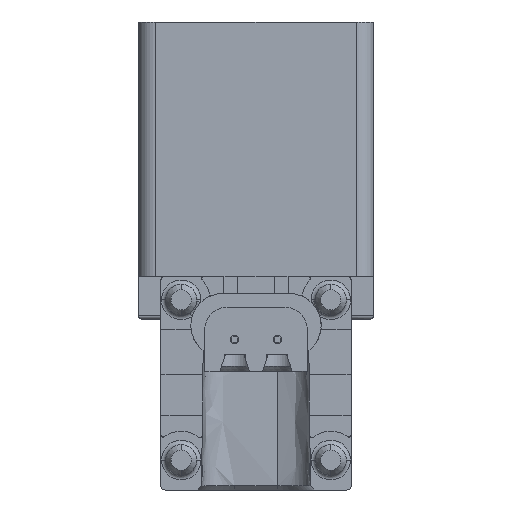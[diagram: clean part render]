
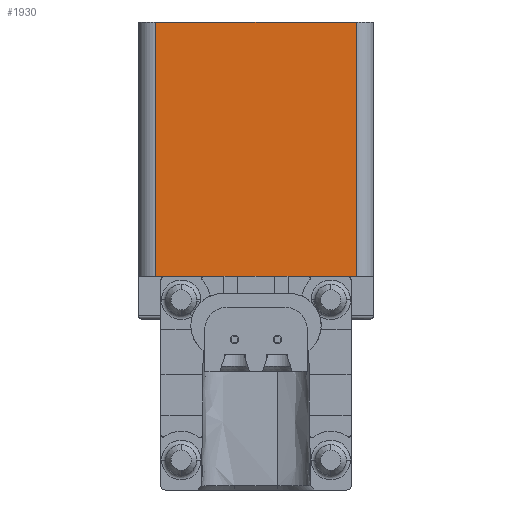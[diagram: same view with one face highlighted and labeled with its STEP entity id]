
A CAD part, front view. The second image highlights one B-rep face of the part: STEP entity #1930.
In plain terms, the highlighted planar face has unit normal (0, -1, 0).
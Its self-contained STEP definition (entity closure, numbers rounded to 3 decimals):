
#93 = LINE ( 'NONE', #3970, #2418 ) ;
#1387 = DIRECTION ( 'NONE',  ( -1., 0., 0. ) ) ;
#1611 = EDGE_CURVE ( 'NONE', #11394, #24442, #11698, .T. ) ;
#1930 = ADVANCED_FACE ( 'NONE', ( #24164 ), #6497, .F. ) ;
#2418 = VECTOR ( 'NONE', #5969, 1000. ) ;
#3958 = LINE ( 'NONE', #4203, #19810 ) ;
#3970 = CARTESIAN_POINT ( 'NONE',  ( -4.7, -4.65, 7.7 ) ) ;
#4034 = DIRECTION ( 'NONE',  ( 0., 1., 0. ) ) ;
#4203 = CARTESIAN_POINT ( 'NONE',  ( 4.25, -4.65, -4.2 ) ) ;
#4547 = EDGE_LOOP ( 'NONE', ( #17678, #10439, #8416, #9446, #6944, #18322, #11276, #10207, #19612, #8170 ) ) ;
#4632 = DIRECTION ( 'NONE',  ( 1., 0., 0. ) ) ;
#4729 = EDGE_CURVE ( 'NONE', #24341, #5454, #9267, .T. ) ;
#4898 = CARTESIAN_POINT ( 'NONE',  ( -1.5, -4.65, -4.2 ) ) ;
#5092 = CARTESIAN_POINT ( 'NONE',  ( 4.7, -4.65, 7.7 ) ) ;
#5454 = VERTEX_POINT ( 'NONE', #25337 ) ;
#5549 = EDGE_CURVE ( 'NONE', #19823, #22243, #17116, .T. ) ;
#5969 = DIRECTION ( 'NONE',  ( 0., 0., -1. ) ) ;
#6341 = DIRECTION ( 'NONE',  ( -1., 0., 0. ) ) ;
#6486 = LINE ( 'NONE', #10021, #24925 ) ;
#6497 = PLANE ( 'NONE',  #6535 ) ;
#6535 = AXIS2_PLACEMENT_3D ( 'NONE', #18641, #4034, #21496 ) ;
#6944 = ORIENTED_EDGE ( 'NONE', *, *, #1611, .F. ) ;
#7037 = DIRECTION ( 'NONE',  ( 0., 0., -1. ) ) ;
#7742 = EDGE_CURVE ( 'NONE', #25429, #11857, #3958, .T. ) ;
#7744 = LINE ( 'NONE', #8196, #14029 ) ;
#8170 = ORIENTED_EDGE ( 'NONE', *, *, #5549, .F. ) ;
#8196 = CARTESIAN_POINT ( 'NONE',  ( 4.25, -4.65, -4.2 ) ) ;
#8337 = DIRECTION ( 'NONE',  ( -1., 0., 0. ) ) ;
#8416 = ORIENTED_EDGE ( 'NONE', *, *, #15815, .F. ) ;
#8937 = EDGE_CURVE ( 'NONE', #5454, #11394, #7744, .T. ) ;
#9267 = LINE ( 'NONE', #13101, #26046 ) ;
#9355 = LINE ( 'NONE', #12795, #18271 ) ;
#9446 = ORIENTED_EDGE ( 'NONE', *, *, #14590, .F. ) ;
#9831 = DIRECTION ( 'NONE',  ( -1., 0., 0. ) ) ;
#9999 = EDGE_CURVE ( 'NONE', #19823, #11857, #93, .T. ) ;
#10021 = CARTESIAN_POINT ( 'NONE',  ( 4.25, -4.65, -4.2 ) ) ;
#10207 = ORIENTED_EDGE ( 'NONE', *, *, #21853, .F. ) ;
#10319 = CARTESIAN_POINT ( 'NONE',  ( 2.45, -4.65, -4.2 ) ) ;
#10439 = ORIENTED_EDGE ( 'NONE', *, *, #7742, .F. ) ;
#10553 = LINE ( 'NONE', #16777, #11900 ) ;
#11276 = ORIENTED_EDGE ( 'NONE', *, *, #4729, .F. ) ;
#11394 = VERTEX_POINT ( 'NONE', #17242 ) ;
#11698 = LINE ( 'NONE', #11876, #18957 ) ;
#11857 = VERTEX_POINT ( 'NONE', #15059 ) ;
#11876 = CARTESIAN_POINT ( 'NONE',  ( 4.25, -4.65, -4.2 ) ) ;
#11900 = VECTOR ( 'NONE', #25417, 1000. ) ;
#12411 = CARTESIAN_POINT ( 'NONE',  ( -2.45, -4.65, -4.2 ) ) ;
#12795 = CARTESIAN_POINT ( 'NONE',  ( 4.25, -4.65, -4.2 ) ) ;
#13009 = CARTESIAN_POINT ( 'NONE',  ( -0.85, -4.65, -4.2 ) ) ;
#13101 = CARTESIAN_POINT ( 'NONE',  ( 4.25, -4.65, -4.2 ) ) ;
#13252 = VECTOR ( 'NONE', #7037, 1000. ) ;
#13363 = DIRECTION ( 'NONE',  ( -1., 0., 0. ) ) ;
#14029 = VECTOR ( 'NONE', #18817, 1000. ) ;
#14590 = EDGE_CURVE ( 'NONE', #24442, #15005, #9355, .T. ) ;
#15005 = VERTEX_POINT ( 'NONE', #4898 ) ;
#15059 = CARTESIAN_POINT ( 'NONE',  ( -4.7, -4.65, -4.2 ) ) ;
#15815 = EDGE_CURVE ( 'NONE', #15005, #25429, #6486, .T. ) ;
#16293 = CARTESIAN_POINT ( 'NONE',  ( 4.7, -4.65, 7.7 ) ) ;
#16777 = CARTESIAN_POINT ( 'NONE',  ( 4.25, -4.65, -4.2 ) ) ;
#17116 = LINE ( 'NONE', #21401, #18143 ) ;
#17242 = CARTESIAN_POINT ( 'NONE',  ( 0.85, -4.65, -4.2 ) ) ;
#17678 = ORIENTED_EDGE ( 'NONE', *, *, #9999, .T. ) ;
#18143 = VECTOR ( 'NONE', #4632, 1000. ) ;
#18271 = VECTOR ( 'NONE', #6341, 1000. ) ;
#18322 = ORIENTED_EDGE ( 'NONE', *, *, #8937, .F. ) ;
#18641 = CARTESIAN_POINT ( 'NONE',  ( 4.7, -4.65, 7.7 ) ) ;
#18817 = DIRECTION ( 'NONE',  ( -1., 0., 0. ) ) ;
#18957 = VECTOR ( 'NONE', #9831, 1000. ) ;
#19612 = ORIENTED_EDGE ( 'NONE', *, *, #24134, .F. ) ;
#19810 = VECTOR ( 'NONE', #8337, 1000. ) ;
#19823 = VERTEX_POINT ( 'NONE', #22457 ) ;
#20402 = CARTESIAN_POINT ( 'NONE',  ( 4.7, -4.65, -4.2 ) ) ;
#21401 = CARTESIAN_POINT ( 'NONE',  ( 4.7, -4.65, 7.7 ) ) ;
#21496 = DIRECTION ( 'NONE',  ( -1., 0., 0. ) ) ;
#21853 = EDGE_CURVE ( 'NONE', #26387, #24341, #10553, .T. ) ;
#22243 = VERTEX_POINT ( 'NONE', #16293 ) ;
#22457 = CARTESIAN_POINT ( 'NONE',  ( -4.7, -4.65, 7.7 ) ) ;
#24117 = LINE ( 'NONE', #5092, #13252 ) ;
#24134 = EDGE_CURVE ( 'NONE', #22243, #26387, #24117, .T. ) ;
#24164 = FACE_OUTER_BOUND ( 'NONE', #4547, .T. ) ;
#24341 = VERTEX_POINT ( 'NONE', #10319 ) ;
#24442 = VERTEX_POINT ( 'NONE', #13009 ) ;
#24925 = VECTOR ( 'NONE', #1387, 1000. ) ;
#25337 = CARTESIAN_POINT ( 'NONE',  ( 1.5, -4.65, -4.2 ) ) ;
#25417 = DIRECTION ( 'NONE',  ( -1., 0., 0. ) ) ;
#25429 = VERTEX_POINT ( 'NONE', #12411 ) ;
#26046 = VECTOR ( 'NONE', #13363, 1000. ) ;
#26387 = VERTEX_POINT ( 'NONE', #20402 ) ;
